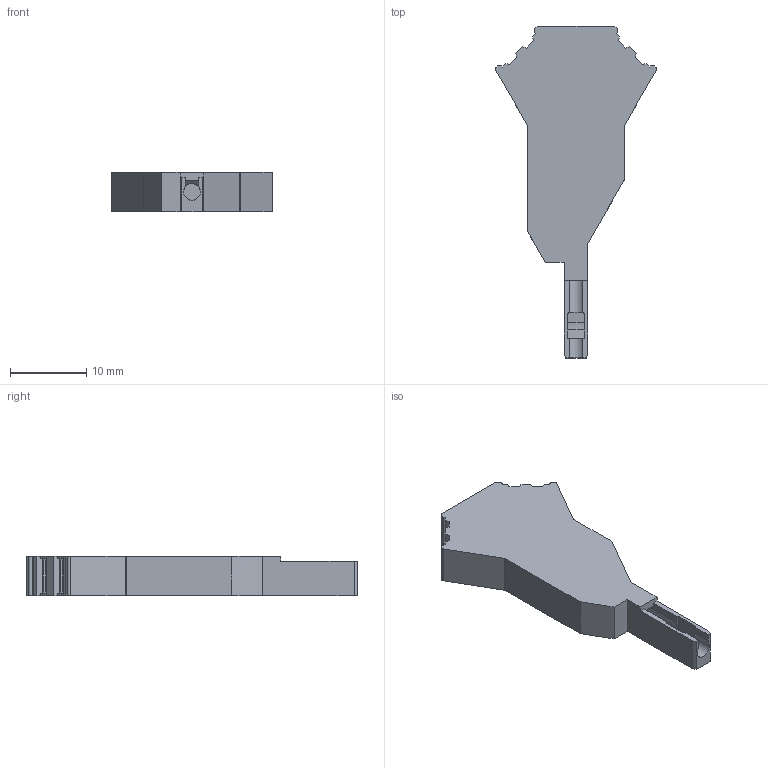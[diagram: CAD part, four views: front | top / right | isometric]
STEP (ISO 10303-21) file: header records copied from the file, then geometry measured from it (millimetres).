
FILE_DESCRIPTION(/* description */ (''),/* implementation_level */ '2;1');
FILE_NAME(/* name */ '17034_ZTA15_iso.stp',/* time_stamp */ '2011-08-08T10:39:15+02:00',/* author */ (''),/* organization */ (''),/* preprocessor_version */ 'ST-DEVELOPER v11',/* originating_system */ 'SIEMENS UGS NX 6.0',/* authorisation */ '');
FILE_SCHEMA (('CONFIG_CONTROL_DESIGN'));
Length unit declared in the file: millimetre
Products named in the file (1): 17034_ZTA15_iso
Bounding box: 21.05 x 43.4 x 5.1 mm (x, y, z)
Volume: 1934 mm3; surface area: 1779.7 mm2
Topology: 1 solids, 1 shells, 151 faces, 451 edges, 303 vertices
Faces by surface type: plane 115, cylinder 36
Full cylindrical faces by diameter (mm): 2.2 x1, 2.8 x1
Entity records: 5182 total; most frequent: CARTESIAN_POINT 1029, ORIENTED_EDGE 894, DIRECTION 790, EDGE_CURVE 447, LINE 358, VECTOR 358, VERTEX_POINT 301, AXIS2_PLACEMENT_3D 216
